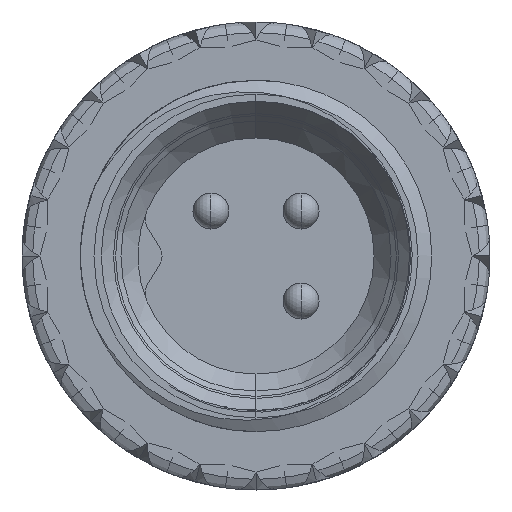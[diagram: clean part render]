
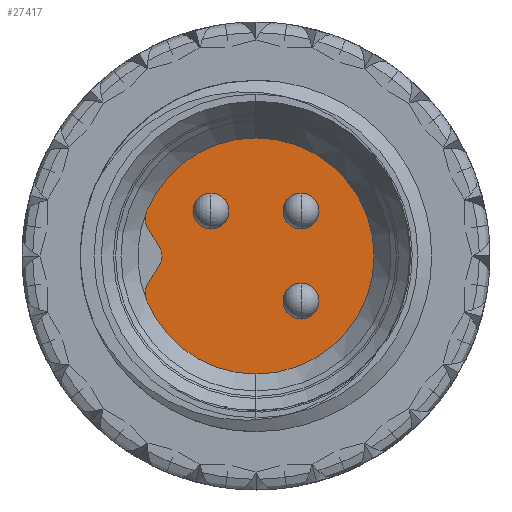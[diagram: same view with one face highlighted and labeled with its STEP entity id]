
A CAD part, left-side view. The second image highlights one B-rep face of the part: STEP entity #27417.
In plain terms, the highlighted face is planar.
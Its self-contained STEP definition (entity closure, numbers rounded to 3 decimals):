
#385 = ORIENTED_EDGE ( 'NONE', *, *, #10043, .F. ) ;
#425 = DIRECTION ( 'NONE',  ( 0., 0., -1. ) ) ;
#1486 = DIRECTION ( 'NONE',  ( 0., 0., -1. ) ) ;
#2269 = EDGE_CURVE ( 'NONE', #22094, #5891, #27159, .T. ) ;
#2394 = AXIS2_PLACEMENT_3D ( 'NONE', #37990, #58399, #22441 ) ;
#2665 = VERTEX_POINT ( 'NONE', #63887 ) ;
#3043 = AXIS2_PLACEMENT_3D ( 'NONE', #5666, #16139, #1486 ) ;
#3205 = VECTOR ( 'NONE', #43551, 1000. ) ;
#3352 = AXIS2_PLACEMENT_3D ( 'NONE', #47027, #57136, #27080 ) ;
#3445 = ORIENTED_EDGE ( 'NONE', *, *, #60404, .F. ) ;
#3506 = VERTEX_POINT ( 'NONE', #16754 ) ;
#3515 = ORIENTED_EDGE ( 'NONE', *, *, #64655, .T. ) ;
#4528 = DIRECTION ( 'NONE',  ( 1., 0., 0. ) ) ;
#4804 = DIRECTION ( 'NONE',  ( -1., 0., 0. ) ) ;
#5506 = DIRECTION ( 'NONE',  ( 1., 0., 0. ) ) ;
#5666 = CARTESIAN_POINT ( 'NONE',  ( 8.4, 1.29, 0.517 ) ) ;
#5891 = VERTEX_POINT ( 'NONE', #13603 ) ;
#6004 = EDGE_CURVE ( 'NONE', #18268, #22012, #56619, .T. ) ;
#7180 = CARTESIAN_POINT ( 'NONE',  ( 8.4, 1.502, 0.384 ) ) ;
#7882 = EDGE_LOOP ( 'NONE', ( #11861, #19495, #22172, #8241, #52025, #3515, #29368, #55385 ) ) ;
#8241 = ORIENTED_EDGE ( 'NONE', *, *, #14834, .T. ) ;
#8640 = EDGE_CURVE ( 'NONE', #13151, #26832, #17226, .T. ) ;
#9926 = DIRECTION ( 'NONE',  ( 0., -0.533, -0.846 ) ) ;
#9997 = EDGE_LOOP ( 'NONE', ( #54491, #3445 ) ) ;
#10043 = EDGE_CURVE ( 'NONE', #20379, #2665, #51671, .T. ) ;
#10135 = CARTESIAN_POINT ( 'NONE',  ( 8.4, 1.566, 0.486 ) ) ;
#10234 = DIRECTION ( 'NONE',  ( 0., 0., -1. ) ) ;
#10621 = DIRECTION ( 'NONE',  ( 1., 0., 0. ) ) ;
#10920 = CARTESIAN_POINT ( 'NONE',  ( 8.4, 1.556, 0. ) ) ;
#11861 = ORIENTED_EDGE ( 'NONE', *, *, #30009, .F. ) ;
#11873 = DIRECTION ( 'NONE',  ( 0., 0., -1. ) ) ;
#13151 = VERTEX_POINT ( 'NONE', #50796 ) ;
#13603 = CARTESIAN_POINT ( 'NONE',  ( 8.4, 0., 1.64 ) ) ;
#14834 = EDGE_CURVE ( 'NONE', #3506, #51357, #24648, .T. ) ;
#15268 = CARTESIAN_POINT ( 'NONE',  ( 8.4, 0., 0. ) ) ;
#15794 = CARTESIAN_POINT ( 'NONE',  ( 8.4, 1.522, 0.61 ) ) ;
#16139 = DIRECTION ( 'NONE',  ( 1., 0., 0. ) ) ;
#16181 = AXIS2_PLACEMENT_3D ( 'NONE', #50003, #25428, #19502 ) ;
#16754 = CARTESIAN_POINT ( 'NONE',  ( 8.4, 1.344, -0.133 ) ) ;
#17226 = CIRCLE ( 'NONE', #16181, 0.25 ) ;
#17512 = EDGE_CURVE ( 'NONE', #22012, #18268, #33755, .T. ) ;
#17729 = EDGE_CURVE ( 'NONE', #3506, #26832, #36149, .T. ) ;
#18268 = VERTEX_POINT ( 'NONE', #53749 ) ;
#19495 = ORIENTED_EDGE ( 'NONE', *, *, #8640, .T. ) ;
#19502 = DIRECTION ( 'NONE',  ( 0., 0., -1. ) ) ;
#19871 = CARTESIAN_POINT ( 'NONE',  ( 8.4, 0., 0. ) ) ;
#20379 = VERTEX_POINT ( 'NONE', #48306 ) ;
#20770 = DIRECTION ( 'NONE',  ( 0., 0., -1. ) ) ;
#21661 = DIRECTION ( 'NONE',  ( -1., 0., 0. ) ) ;
#21824 = CIRCLE ( 'NONE', #54927, 0.25 ) ;
#22012 = VERTEX_POINT ( 'NONE', #23705 ) ;
#22094 = VERTEX_POINT ( 'NONE', #48468 ) ;
#22172 = ORIENTED_EDGE ( 'NONE', *, *, #17729, .F. ) ;
#22441 = DIRECTION ( 'NONE',  ( 0., 0., -1. ) ) ;
#23269 = CIRCLE ( 'NONE', #64163, 1.64 ) ;
#23705 = CARTESIAN_POINT ( 'NONE',  ( 8.4, -0.625, 0.875 ) ) ;
#24648 = CIRCLE ( 'NONE', #41702, 0.25 ) ;
#25428 = DIRECTION ( 'NONE',  ( 1., 0., 0. ) ) ;
#25645 = VERTEX_POINT ( 'NONE', #15794 ) ;
#26150 = CIRCLE ( 'NONE', #53086, 1.64 ) ;
#26161 = CARTESIAN_POINT ( 'NONE',  ( 8.4, 0.625, -0.375 ) ) ;
#26388 = PLANE ( 'NONE',  #27089 ) ;
#26832 = VERTEX_POINT ( 'NONE', #56428 ) ;
#27080 = DIRECTION ( 'NONE',  ( 0., 0., -1. ) ) ;
#27089 = AXIS2_PLACEMENT_3D ( 'NONE', #61541, #10621, #56205 ) ;
#27159 = CIRCLE ( 'NONE', #56656, 1.64 ) ;
#27417 = ADVANCED_FACE ( 'NONE', ( #37472, #34340, #57117, #35897 ), #26388, .T. ) ;
#28629 = DIRECTION ( 'NONE',  ( 0., 0., -1. ) ) ;
#29368 = ORIENTED_EDGE ( 'NONE', *, *, #54862, .F. ) ;
#30009 = EDGE_CURVE ( 'NONE', #13151, #22094, #23269, .T. ) ;
#30197 = DIRECTION ( 'NONE',  ( -1., 0., 0. ) ) ;
#30278 = EDGE_CURVE ( 'NONE', #31350, #38696, #60151, .T. ) ;
#30453 = EDGE_CURVE ( 'NONE', #2665, #20379, #21824, .T. ) ;
#31350 = VERTEX_POINT ( 'NONE', #26161 ) ;
#32009 = DIRECTION ( 'NONE',  ( -1., 0., 0. ) ) ;
#33755 = CIRCLE ( 'NONE', #35920, 0.25 ) ;
#34118 = CARTESIAN_POINT ( 'NONE',  ( 8.4, -0.625, -0.625 ) ) ;
#34340 = FACE_BOUND ( 'NONE', #9997, .T. ) ;
#35897 = FACE_OUTER_BOUND ( 'NONE', #7882, .T. ) ;
#35920 = AXIS2_PLACEMENT_3D ( 'NONE', #45835, #5506, #50233 ) ;
#35977 = ORIENTED_EDGE ( 'NONE', *, *, #6004, .F. ) ;
#36149 = LINE ( 'NONE', #37837, #3205 ) ;
#37472 = FACE_BOUND ( 'NONE', #63063, .T. ) ;
#37718 = ORIENTED_EDGE ( 'NONE', *, *, #17512, .F. ) ;
#37837 = CARTESIAN_POINT ( 'NONE',  ( 8.4, 1.26, 0. ) ) ;
#37990 = CARTESIAN_POINT ( 'NONE',  ( 8.4, -0.625, -0.625 ) ) ;
#38513 = DIRECTION ( 'NONE',  ( 1., 0., 0. ) ) ;
#38696 = VERTEX_POINT ( 'NONE', #39854 ) ;
#39107 = ORIENTED_EDGE ( 'NONE', *, *, #30453, .F. ) ;
#39596 = DIRECTION ( 'NONE',  ( 0., 0., -1. ) ) ;
#39854 = CARTESIAN_POINT ( 'NONE',  ( 8.4, 0.625, -0.875 ) ) ;
#40540 = CARTESIAN_POINT ( 'NONE',  ( 8.4, -0.625, 0.625 ) ) ;
#41702 = AXIS2_PLACEMENT_3D ( 'NONE', #10920, #21661, #20770 ) ;
#41926 = CARTESIAN_POINT ( 'NONE',  ( 8.4, 0., 0. ) ) ;
#43124 = CARTESIAN_POINT ( 'NONE',  ( 8.4, 0.625, -0.625 ) ) ;
#43551 = DIRECTION ( 'NONE',  ( 0., 0.533, -0.846 ) ) ;
#45650 = CARTESIAN_POINT ( 'NONE',  ( 8.4, 1.344, 0.133 ) ) ;
#45835 = CARTESIAN_POINT ( 'NONE',  ( 8.4, -0.625, 0.625 ) ) ;
#47027 = CARTESIAN_POINT ( 'NONE',  ( 8.4, 0.625, -0.625 ) ) ;
#48306 = CARTESIAN_POINT ( 'NONE',  ( 8.4, -0.625, -0.375 ) ) ;
#48468 = CARTESIAN_POINT ( 'NONE',  ( 8.4, 0., -1.64 ) ) ;
#48851 = VERTEX_POINT ( 'NONE', #7180 ) ;
#48890 = EDGE_LOOP ( 'NONE', ( #385, #39107 ) ) ;
#49803 = DIRECTION ( 'NONE',  ( 1., 0., 0. ) ) ;
#50003 = CARTESIAN_POINT ( 'NONE',  ( 8.4, 1.29, -0.517 ) ) ;
#50233 = DIRECTION ( 'NONE',  ( 0., 0., -1. ) ) ;
#50566 = VECTOR ( 'NONE', #9926, 1000. ) ;
#50796 = CARTESIAN_POINT ( 'NONE',  ( 8.4, 1.522, -0.61 ) ) ;
#51357 = VERTEX_POINT ( 'NONE', #45650 ) ;
#51590 = AXIS2_PLACEMENT_3D ( 'NONE', #43124, #38513, #28629 ) ;
#51671 = CIRCLE ( 'NONE', #2394, 0.25 ) ;
#52025 = ORIENTED_EDGE ( 'NONE', *, *, #53197, .F. ) ;
#53086 = AXIS2_PLACEMENT_3D ( 'NONE', #19871, #4804, #10234 ) ;
#53197 = EDGE_CURVE ( 'NONE', #48851, #51357, #61624, .T. ) ;
#53749 = CARTESIAN_POINT ( 'NONE',  ( 8.4, -0.625, 0.375 ) ) ;
#54288 = CIRCLE ( 'NONE', #3352, 0.25 ) ;
#54491 = ORIENTED_EDGE ( 'NONE', *, *, #30278, .F. ) ;
#54862 = EDGE_CURVE ( 'NONE', #5891, #25645, #26150, .T. ) ;
#54927 = AXIS2_PLACEMENT_3D ( 'NONE', #34118, #4528, #39596 ) ;
#55385 = ORIENTED_EDGE ( 'NONE', *, *, #2269, .F. ) ;
#56205 = DIRECTION ( 'NONE',  ( 0., 0., -1. ) ) ;
#56428 = CARTESIAN_POINT ( 'NONE',  ( 8.4, 1.502, -0.384 ) ) ;
#56619 = CIRCLE ( 'NONE', #59378, 0.25 ) ;
#56656 = AXIS2_PLACEMENT_3D ( 'NONE', #41926, #32009, #11873 ) ;
#57117 = FACE_BOUND ( 'NONE', #48890, .T. ) ;
#57136 = DIRECTION ( 'NONE',  ( 1., 0., 0. ) ) ;
#58399 = DIRECTION ( 'NONE',  ( 1., 0., 0. ) ) ;
#59378 = AXIS2_PLACEMENT_3D ( 'NONE', #40540, #49803, #59904 ) ;
#59904 = DIRECTION ( 'NONE',  ( 0., 0., -1. ) ) ;
#60151 = CIRCLE ( 'NONE', #51590, 0.25 ) ;
#60404 = EDGE_CURVE ( 'NONE', #38696, #31350, #54288, .T. ) ;
#61541 = CARTESIAN_POINT ( 'NONE',  ( 8.4, 0., -2.25 ) ) ;
#61624 = LINE ( 'NONE', #10135, #50566 ) ;
#63063 = EDGE_LOOP ( 'NONE', ( #37718, #35977 ) ) ;
#63442 = CIRCLE ( 'NONE', #3043, 0.25 ) ;
#63887 = CARTESIAN_POINT ( 'NONE',  ( 8.4, -0.625, -0.875 ) ) ;
#64163 = AXIS2_PLACEMENT_3D ( 'NONE', #15268, #30197, #425 ) ;
#64655 = EDGE_CURVE ( 'NONE', #48851, #25645, #63442, .T. ) ;
